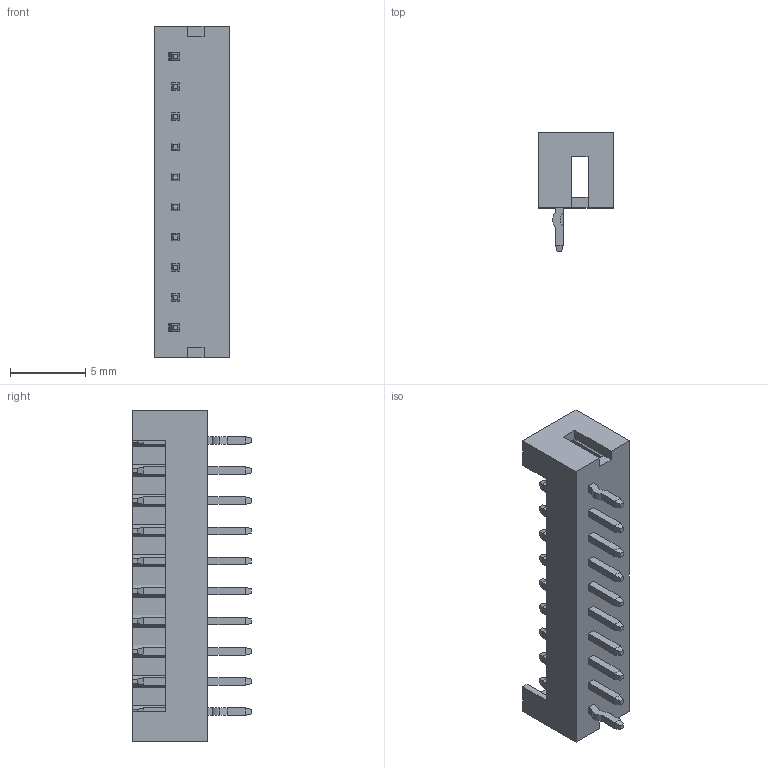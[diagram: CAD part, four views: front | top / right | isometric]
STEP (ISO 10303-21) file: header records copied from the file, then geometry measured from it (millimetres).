
FILE_DESCRIPTION(('OneSpaceDesigner STEP Export'),'2;1');
FILE_NAME('DF3-10P-2DSA.stp','2008-02-07T15:53:44',(''),(''),'OneSpace Designer STEP processor for AP214 (Solid Model)','OneSpace Modeling 15.00A 14-Mar-2007 (C) CoCreate Software GmbH','');
FILE_SCHEMA(('AUTOMOTIVE_DESIGN { 1 0 10303 214 1 1 1 1 }'));
Length unit declared in the file: millimetre
Products named in the file (2): DF3A-10P-2DSA
Assembly tree (1 placements, depth 2):
  DF3A-10P-2DSA
    DF3A-10P-2DSA
Bounding box: 5 x 7.9 x 22 mm (x, y, z)
Volume: 212.8 mm3; surface area: 749.9 mm2
Topology: 1 solids, 1 shells, 254 faces, 626 edges, 390 vertices
Faces by surface type: plane 246, cylinder 8
Entity records: 6805 total; most frequent: ORIENTED_EDGE 1252, CARTESIAN_POINT 1162, DIRECTION 986, EDGE_CURVE 626, VECTOR 558, LINE 558, VERTEX_POINT 390, EDGE_LOOP 274
